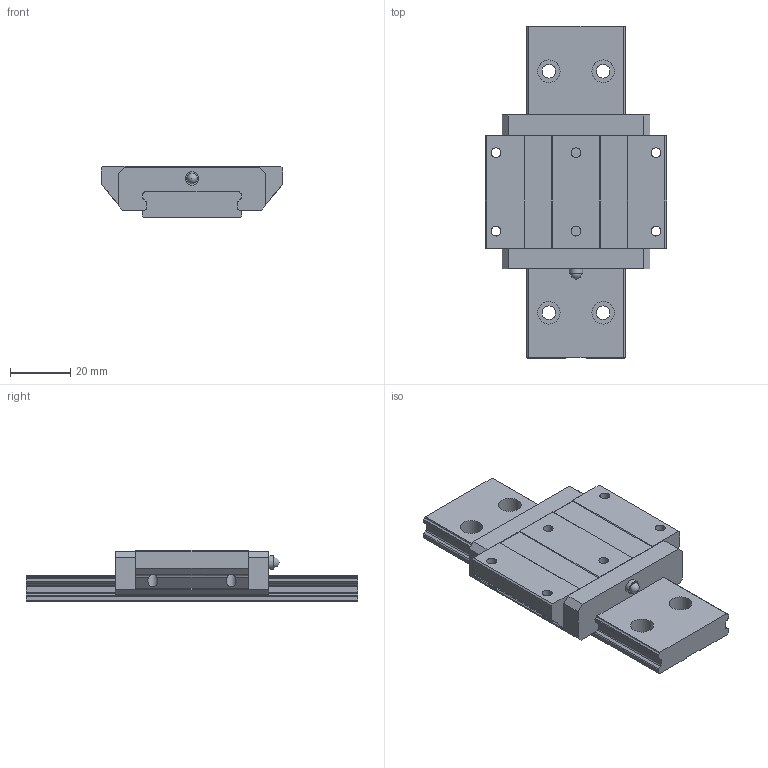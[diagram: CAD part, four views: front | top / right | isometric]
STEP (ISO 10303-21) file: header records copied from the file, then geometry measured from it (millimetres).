
FILE_DESCRIPTION(/* description */ ('Unknown'),/* implementation_level */ '2;1');
FILE_NAME(/* name */ 'HB17FUU1-110L15_15',/* time_stamp */ '2023-11-09T19:26:31+09:00',/* author */ ('Unknown'),/* organization */ ('Unknown'),/* preprocessor_version */ 'ST-DEVELOPER v18.102',/* originating_system */ 'Solid Edge',/* authorisation */ 'Unknown');
FILE_SCHEMA (('AUTOMOTIVE_DESIGN {1 0 10303 214 3 1 1}'));
Length unit declared in the file: millimetre
Products named in the file (4): thisAsm; HB17_RAIL; A-3; HB17F_BLOCK
Assembly tree (3 placements, depth 2):
  thisAsm
    HB17_RAIL
    A-3
    HB17F_BLOCK
Bounding box: 60 x 110 x 17 mm (x, y, z)
Volume: 57469.5 mm3; surface area: 20208.6 mm2
Topology: 3 solids, 3 shells, 137 faces, 376 edges, 252 vertices
Faces by surface type: plane 78, cylinder 58, torus 1
Full cylindrical faces by diameter (mm): 3 x3, 3.242 x6, 3.5 x1, 4.5 x7, 7.5 x6
Entity records: 4853 total; most frequent: CARTESIAN_POINT 748, DIRECTION 740, ORIENTED_EDGE 688, EDGE_CURVE 344, AXIS2_PLACEMENT_3D 257, VERTEX_POINT 245, LINE 226, VECTOR 226
